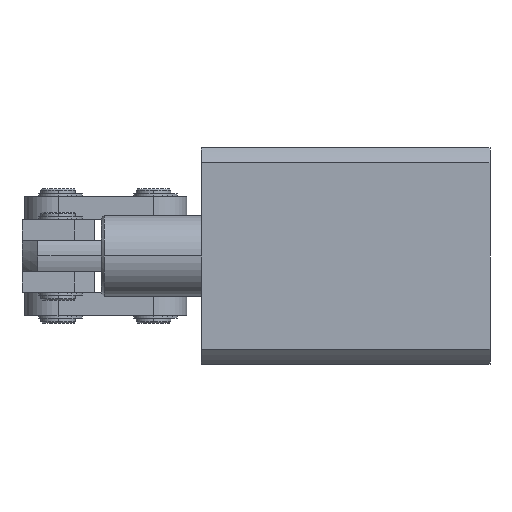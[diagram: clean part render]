
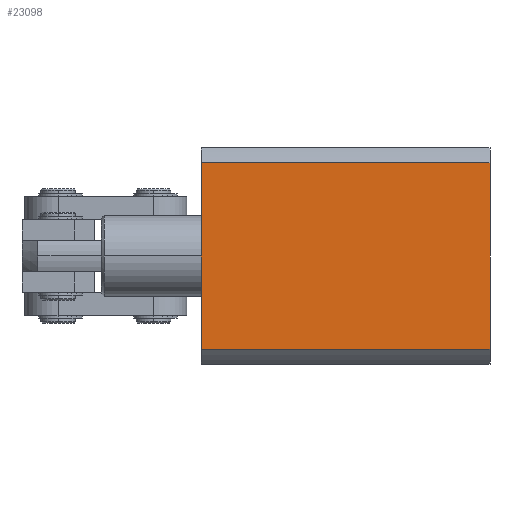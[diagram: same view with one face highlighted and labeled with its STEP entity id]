
A CAD part, left-side view. The second image highlights one B-rep face of the part: STEP entity #23098.
In plain terms, the highlighted planar face has unit normal (-1, 0, 0).
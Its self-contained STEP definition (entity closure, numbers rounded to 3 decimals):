
#2092 = CARTESIAN_POINT ( 'NONE',  ( -190.899, 14.644, 0. ) ) ;
#3113 = VECTOR ( 'NONE', #6446, 1000. ) ;
#3304 = ORIENTED_EDGE ( 'NONE', *, *, #17617, .T. ) ;
#3391 = LINE ( 'NONE', #2092, #11790 ) ;
#3756 = VERTEX_POINT ( 'NONE', #15437 ) ;
#4403 = AXIS2_PLACEMENT_3D ( 'NONE', #11647, #27853, #13972 ) ;
#5822 = DIRECTION ( 'NONE',  ( 0., -1., 0. ) ) ;
#6446 = DIRECTION ( 'NONE',  ( 0., 0., 1. ) ) ;
#6645 = DIRECTION ( 'NONE',  ( 0., 0., 1. ) ) ;
#7540 = CARTESIAN_POINT ( 'NONE',  ( -190.899, -85.356, 32.305 ) ) ;
#8012 = CARTESIAN_POINT ( 'NONE',  ( -190.899, -85.356, -32.305 ) ) ;
#8579 = VECTOR ( 'NONE', #26327, 1000. ) ;
#9327 = LINE ( 'NONE', #20397, #3113 ) ;
#10202 = CARTESIAN_POINT ( 'NONE',  ( -190.899, -85.356, 32.305 ) ) ;
#11129 = LINE ( 'NONE', #19747, #28879 ) ;
#11647 = CARTESIAN_POINT ( 'NONE',  ( -190.899, -85.356, -32.305 ) ) ;
#11790 = VECTOR ( 'NONE', #6645, 1000. ) ;
#12123 = EDGE_CURVE ( 'NONE', #26665, #3756, #3391, .T. ) ;
#13972 = DIRECTION ( 'NONE',  ( 0., -1., 0. ) ) ;
#15105 = VERTEX_POINT ( 'NONE', #7540 ) ;
#15437 = CARTESIAN_POINT ( 'NONE',  ( -190.899, 14.644, 32.305 ) ) ;
#15979 = ORIENTED_EDGE ( 'NONE', *, *, #27519, .T. ) ;
#16314 = FACE_OUTER_BOUND ( 'NONE', #23718, .T. ) ;
#17617 = EDGE_CURVE ( 'NONE', #15105, #3756, #26354, .T. ) ;
#17724 = EDGE_CURVE ( 'NONE', #26665, #19897, #11129, .T. ) ;
#19747 = CARTESIAN_POINT ( 'NONE',  ( -190.899, -85.356, -32.305 ) ) ;
#19897 = VERTEX_POINT ( 'NONE', #8012 ) ;
#20397 = CARTESIAN_POINT ( 'NONE',  ( -190.899, -85.356, 0. ) ) ;
#20673 = CARTESIAN_POINT ( 'NONE',  ( -190.899, 14.644, -32.305 ) ) ;
#20776 = PLANE ( 'NONE',  #4403 ) ;
#23098 = ADVANCED_FACE ( 'NONE', ( #16314 ), #20776, .T. ) ;
#23718 = EDGE_LOOP ( 'NONE', ( #3304, #29642, #26161, #15979 ) ) ;
#26161 = ORIENTED_EDGE ( 'NONE', *, *, #17724, .T. ) ;
#26327 = DIRECTION ( 'NONE',  ( 0., 1., 0. ) ) ;
#26354 = LINE ( 'NONE', #10202, #8579 ) ;
#26665 = VERTEX_POINT ( 'NONE', #20673 ) ;
#27519 = EDGE_CURVE ( 'NONE', #19897, #15105, #9327, .T. ) ;
#27853 = DIRECTION ( 'NONE',  ( -1., 0., 0. ) ) ;
#28879 = VECTOR ( 'NONE', #5822, 1000. ) ;
#29642 = ORIENTED_EDGE ( 'NONE', *, *, #12123, .F. ) ;
